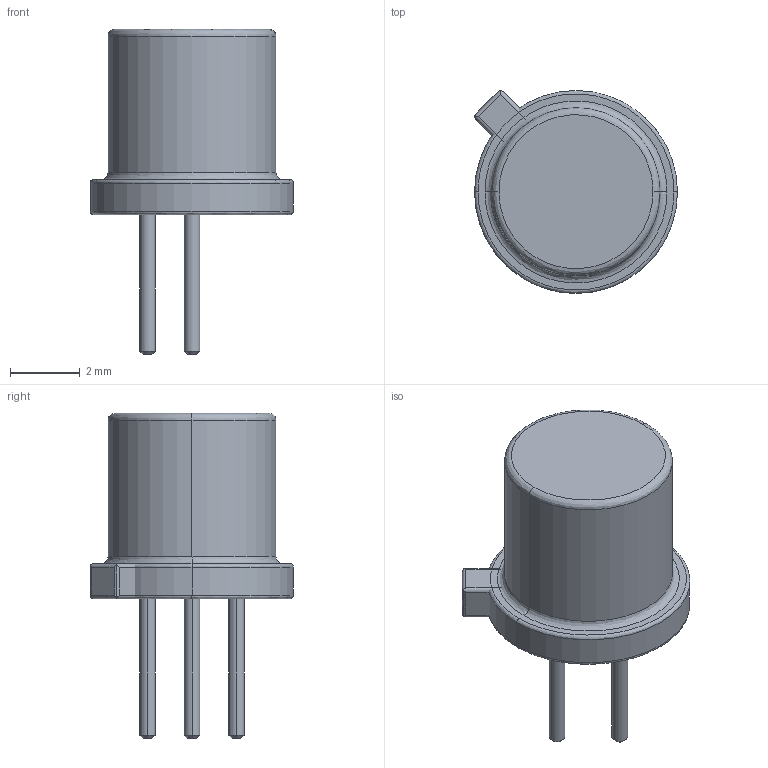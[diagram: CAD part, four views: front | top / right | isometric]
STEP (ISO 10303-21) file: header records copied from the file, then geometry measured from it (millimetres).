
FILE_DESCRIPTION (( 'STEP AP214' ), '1' );
FILE_NAME ('User Library-TO-18.STEP', '2014-10-24T11:25:45', ( 'Windows User' ), ( '' ), 'SwSTEP 2.0', 'SolidWorks 2014', '' );
FILE_SCHEMA (( 'AUTOMOTIVE_DESIGN' ));
Length unit declared in the file: millimetre
Products named in the file (6): User Library-TO-18_Part_38804; User Library-TO-18_Part_39275; User Library-TO-18; User Library-TO-18_Part_38828; User Library-TO-18_Part_39267; User Library-TO-18_Part_38989
Assembly tree (5 placements, depth 2):
  User Library-TO-18
    User Library-TO-18_Part_38804
    User Library-TO-18_Part_38989
    User Library-TO-18_Part_39275
    User Library-TO-18_Part_39267
    User Library-TO-18_Part_38828
Bounding box: 5.8 x 5.8 x 9.3 mm (x, y, z)
Volume: 110 mm3; surface area: 165.8 mm2
Topology: 5 solids, 5 shells, 50 faces, 97 edges, 58 vertices
Faces by surface type: cylinder 21, plane 15, bspline 8, cone 6
Entity records: 2275 total; most frequent: CARTESIAN_POINT 541, DIRECTION 207, ORIENTED_EDGE 194, EDGE_CURVE 97, AXIS2_PLACEMENT_3D 84, UNCERTAINTY_MEASURE_WITH_UNIT 66, SURFACE_SIDE_STYLE 60, FILL_AREA_STYLE_COLOUR 60
